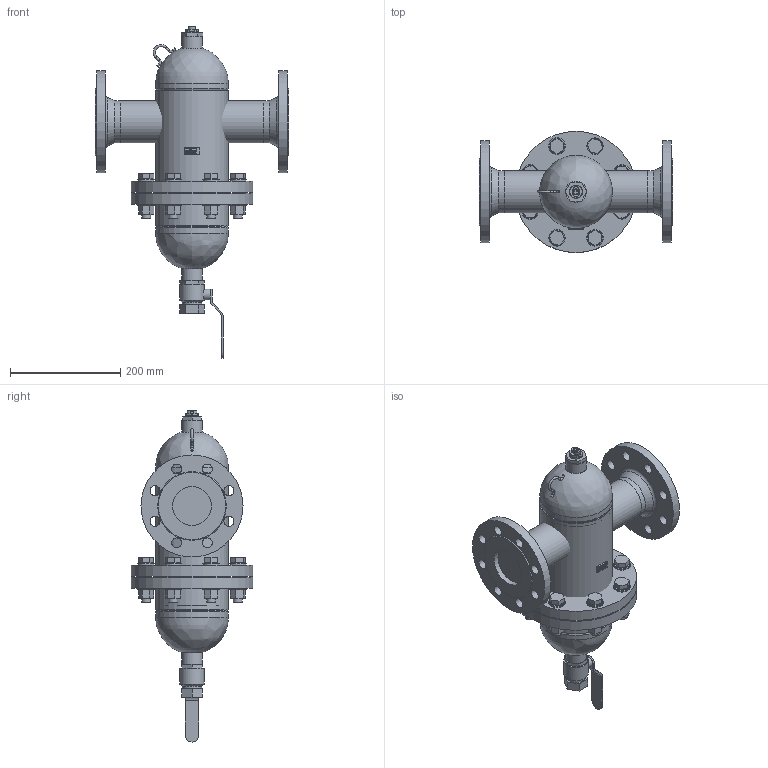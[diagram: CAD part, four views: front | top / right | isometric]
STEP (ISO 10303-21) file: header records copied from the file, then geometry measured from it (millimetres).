
FILE_DESCRIPTION(/* description */ (''),/* implementation_level */ '2;1');
FILE_NAME(/* name */ '3d_ExdirtD65R-8252418.stp',/* time_stamp */ '2024-04-23T10:37:47+02:00',/* author */ ('Andrzej'),/* organization */ (''),/* preprocessor_version */ 'ST-DEVELOPER v16.13',/* originating_system */ 'AutoCAD Mechanical',/* authorisation */ '');
FILE_SCHEMA (('AUTOMOTIVE_DESIGN { 1 0 10303 214 3 1 1 }'));
Length unit declared in the file: millimetre
Products named in the file (1): Product
Bounding box: 350 x 220 x 602 mm (x, y, z)
Volume: 9172441.9 mm3; surface area: 763318.9 mm2
Topology: 67 solids, 67 shells, 574 faces, 1239 edges, 815 vertices
Faces by surface type: plane 372, cylinder 172, cone 23, torus 5, bspline 2
Full cylindrical faces by diameter (mm): 4 x4, 10 x1, 16 x8, 18 x32, 19.5 x1, 22.5 x8, 23.7 x1, 30 x16, 33.7 x1, 35 x1, 38 x2, 44 x1, 70.3 x2, 76.1 x3, 129.4 x2, 132 x3, 185 x2, 220 x2
Entity records: 15283 total; most frequent: CARTESIAN_POINT 2664, DIRECTION 2658, ORIENTED_EDGE 2264, EDGE_CURVE 1132, AXIS2_PLACEMENT_3D 956, VERTEX_POINT 811, EDGE_LOOP 761, LINE 746
